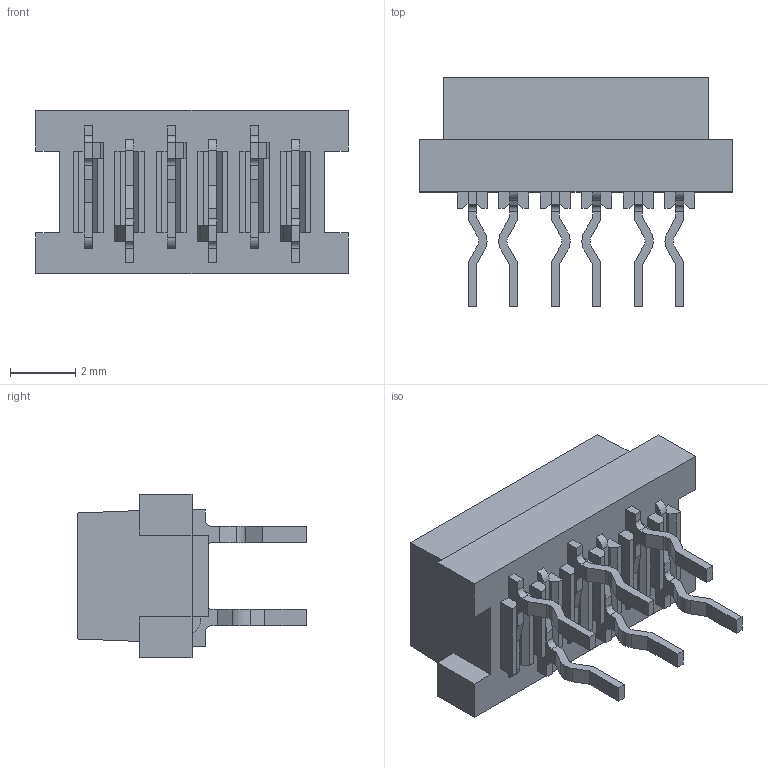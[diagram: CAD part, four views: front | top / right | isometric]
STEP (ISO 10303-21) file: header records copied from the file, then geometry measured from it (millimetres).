
FILE_DESCRIPTION(('FreeCAD Model'),'2;1');
FILE_NAME('c-0215079-06-v2-3d.stp', '2014-10-17T22:37:49',('FreeCAD'),('FreeCAD'), 'Open CASCADE STEP processor 6.7','FreeCAD','Unknown');
FILE_SCHEMA(('AUTOMOTIVE_DESIGN_CC2 { 1 2 10303 214 -1 1 5 4 }'));
Length unit declared in the file: millimetre
Products named in the file (1): C-0215079-06-3
Bounding box: 9.55 x 7 x 5 mm (x, y, z)
Volume: 132.4 mm3; surface area: 299.1 mm2
Topology: 1 solids, 1 shells, 498 faces, 1356 edges, 896 vertices
Faces by surface type: plane 456, cylinder 42
Entity records: 36499 total; most frequent: CARTESIAN_POINT 5847, DIRECTION 4946, LINE 3732, VECTOR 3732, ORIENTED_EDGE 2712, PCURVE 2712, DEFINITIONAL_REPRESENTATION 2712, EDGE_CURVE 1356
